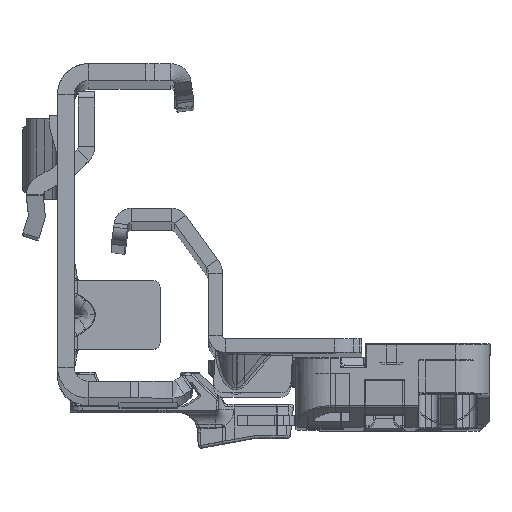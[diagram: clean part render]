
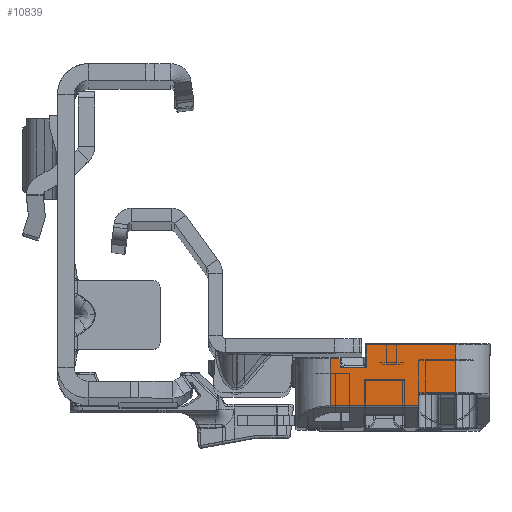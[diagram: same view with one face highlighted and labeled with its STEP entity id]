
A CAD part, top view. The second image highlights one B-rep face of the part: STEP entity #10839.
In plain terms, the highlighted face is planar.
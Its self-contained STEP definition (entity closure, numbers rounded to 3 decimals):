
#230 = VECTOR ( 'NONE', #104124, 1000. ) ;
#2476 = VERTEX_POINT ( 'NONE', #46555 ) ;
#2968 = VECTOR ( 'NONE', #79988, 1000. ) ;
#5295 = ORIENTED_EDGE ( 'NONE', *, *, #68401, .F. ) ;
#6525 = VERTEX_POINT ( 'NONE', #8353 ) ;
#7310 = ORIENTED_EDGE ( 'NONE', *, *, #117867, .T. ) ;
#7452 = CARTESIAN_POINT ( 'NONE',  ( 4.6, 0.1, -284.5 ) ) ;
#8353 = CARTESIAN_POINT ( 'NONE',  ( -13.7, 2.1, -284.5 ) ) ;
#8657 = LINE ( 'NONE', #57672, #2968 ) ;
#10839 = ADVANCED_FACE ( 'NONE', ( #115086 ), #17262, .F. ) ;
#11255 = CARTESIAN_POINT ( 'NONE',  ( -8.291, -6.749, -284.5 ) ) ;
#15402 = CARTESIAN_POINT ( 'NONE',  ( -0.75, -1.15, -284.5 ) ) ;
#15835 = EDGE_CURVE ( 'NONE', #6525, #52544, #24287, .T. ) ;
#17262 = PLANE ( 'NONE',  #109570 ) ;
#17541 = CARTESIAN_POINT ( 'NONE',  ( 4.6, -242.444, -284.5 ) ) ;
#18457 = EDGE_CURVE ( 'NONE', #52123, #61911, #104957, .T. ) ;
#19658 = CARTESIAN_POINT ( 'NONE',  ( -8.3, -6.71, -284.5 ) ) ;
#19764 = CARTESIAN_POINT ( 'NONE',  ( 3.15, 0.1, -284.5 ) ) ;
#19794 = CARTESIAN_POINT ( 'NONE',  ( 4.6, -6.785, -284.5 ) ) ;
#21783 = CARTESIAN_POINT ( 'NONE',  ( -0.75, 2.1, -284.5 ) ) ;
#22454 = VERTEX_POINT ( 'NONE', #15402 ) ;
#23971 = LINE ( 'NONE', #110264, #44453 ) ;
#24287 = LINE ( 'NONE', #104707, #65164 ) ;
#24875 = EDGE_CURVE ( 'NONE', #52544, #22454, #24954, .T. ) ;
#24954 = LINE ( 'NONE', #73288, #230 ) ;
#25968 = DIRECTION ( 'NONE',  ( 0., 1., 0. ) ) ;
#33714 = LINE ( 'NONE', #19764, #102469 ) ;
#34290 = VERTEX_POINT ( 'NONE', #7452 ) ;
#34570 = CARTESIAN_POINT ( 'NONE',  ( -8.5, -5., -284.5 ) ) ;
#34907 = EDGE_CURVE ( 'NONE', #114951, #6525, #23971, .T. ) ;
#36738 = CARTESIAN_POINT ( 'NONE',  ( -8.3, 0., -284.5 ) ) ;
#38252 = EDGE_CURVE ( 'NONE', #42541, #34290, #85149, .T. ) ;
#38989 = CARTESIAN_POINT ( 'NONE',  ( -8.273, -6.785, -284.5 ) ) ;
#39095 = DIRECTION ( 'NONE',  ( 0., 1., 0. ) ) ;
#39197 = LINE ( 'NONE', #40471, #102825 ) ;
#39786 = LINE ( 'NONE', #79048, #106637 ) ;
#40281 = DIRECTION ( 'NONE',  ( 0., 0., 1. ) ) ;
#40471 = CARTESIAN_POINT ( 'NONE',  ( -8.3, -5., -284.5 ) ) ;
#42541 = VERTEX_POINT ( 'NONE', #19794 ) ;
#42783 = EDGE_CURVE ( 'NONE', #42541, #72214, #8657, .T. ) ;
#43626 = CIRCLE ( 'NONE', #55952, 0.2 ) ;
#44453 = VECTOR ( 'NONE', #100603, 1000. ) ;
#45708 = ORIENTED_EDGE ( 'NONE', *, *, #57445, .T. ) ;
#46555 = CARTESIAN_POINT ( 'NONE',  ( 3.15, 0.1, -284.5 ) ) ;
#52123 = VERTEX_POINT ( 'NONE', #58695 ) ;
#52191 = ORIENTED_EDGE ( 'NONE', *, *, #97670, .T. ) ;
#52544 = VERTEX_POINT ( 'NONE', #21783 ) ;
#55630 = ORIENTED_EDGE ( 'NONE', *, *, #107801, .T. ) ;
#55952 = AXIS2_PLACEMENT_3D ( 'NONE', #116815, #40281, #71191 ) ;
#56595 = CARTESIAN_POINT ( 'NONE',  ( 19.8, 2.6, -284.5 ) ) ;
#56640 = ORIENTED_EDGE ( 'NONE', *, *, #18457, .F. ) ;
#57132 = CARTESIAN_POINT ( 'NONE',  ( 19.8, -1.15, -284.5 ) ) ;
#57445 = EDGE_CURVE ( 'NONE', #100480, #2476, #33714, .T. ) ;
#57672 = CARTESIAN_POINT ( 'NONE',  ( -8.3, -6.785, -284.5 ) ) ;
#58695 = CARTESIAN_POINT ( 'NONE',  ( -8.3, -5.2, -284.5 ) ) ;
#59132 = CARTESIAN_POINT ( 'NONE',  ( -13.7, -5., -284.5 ) ) ;
#61911 = VERTEX_POINT ( 'NONE', #63097 ) ;
#63097 = CARTESIAN_POINT ( 'NONE',  ( -8.3, -6.669, -284.5 ) ) ;
#65164 = VECTOR ( 'NONE', #95687, 1000. ) ;
#68401 = EDGE_CURVE ( 'NONE', #114951, #107991, #39197, .T. ) ;
#69278 = CARTESIAN_POINT ( 'NONE',  ( -8.3, -6.669, -284.5 ) ) ;
#70008 = VECTOR ( 'NONE', #25968, 1000. ) ;
#71191 = DIRECTION ( 'NONE',  ( 1., 0., 0. ) ) ;
#72214 = VERTEX_POINT ( 'NONE', #111480 ) ;
#73288 = CARTESIAN_POINT ( 'NONE',  ( -0.75, -0.9, -284.5 ) ) ;
#74184 = ORIENTED_EDGE ( 'NONE', *, *, #24875, .T. ) ;
#77692 = LINE ( 'NONE', #57132, #114136 ) ;
#79048 = CARTESIAN_POINT ( 'NONE',  ( 4.6, 0.1, -284.5 ) ) ;
#79988 = DIRECTION ( 'NONE',  ( -1., 0., 0. ) ) ;
#80395 = ORIENTED_EDGE ( 'NONE', *, *, #15835, .T. ) ;
#82046 = VECTOR ( 'NONE', #95305, 1000. ) ;
#84879 = DIRECTION ( 'NONE',  ( 0., 0., 1. ) ) ;
#85149 = LINE ( 'NONE', #17541, #70008 ) ;
#91790 = CARTESIAN_POINT ( 'NONE',  ( 3.15, -1.15, -284.5 ) ) ;
#93986 = EDGE_CURVE ( 'NONE', #52123, #107991, #43626, .T. ) ;
#95241 = EDGE_LOOP ( 'NONE', ( #7310, #45708, #55630, #103294, #117607, #52191, #56640, #114793, #5295, #97052, #80395, #74184 ) ) ;
#95305 = DIRECTION ( 'NONE',  ( 0., -1., 0. ) ) ;
#95687 = DIRECTION ( 'NONE',  ( 1., 0., 0. ) ) ;
#97052 = ORIENTED_EDGE ( 'NONE', *, *, #34907, .T. ) ;
#97670 = EDGE_CURVE ( 'NONE', #72214, #61911, #121163, .T. ) ;
#99018 = DIRECTION ( 'NONE',  ( 1., 0., 0. ) ) ;
#100480 = VERTEX_POINT ( 'NONE', #91790 ) ;
#100603 = DIRECTION ( 'NONE',  ( 0., 1., 0. ) ) ;
#102469 = VECTOR ( 'NONE', #39095, 1000. ) ;
#102825 = VECTOR ( 'NONE', #99018, 1000. ) ;
#103294 = ORIENTED_EDGE ( 'NONE', *, *, #38252, .F. ) ;
#104124 = DIRECTION ( 'NONE',  ( 0., -1., 0. ) ) ;
#104211 = DIRECTION ( 'NONE',  ( 1., 0., 0. ) ) ;
#104707 = CARTESIAN_POINT ( 'NONE',  ( -0.7, 2.1, -284.5 ) ) ;
#104957 = LINE ( 'NONE', #36738, #82046 ) ;
#106637 = VECTOR ( 'NONE', #118259, 1000. ) ;
#107801 = EDGE_CURVE ( 'NONE', #2476, #34290, #39786, .T. ) ;
#107991 = VERTEX_POINT ( 'NONE', #34570 ) ;
#109570 = AXIS2_PLACEMENT_3D ( 'NONE', #56595, #84879, #104211 ) ;
#110264 = CARTESIAN_POINT ( 'NONE',  ( -13.7, 2., -284.5 ) ) ;
#111480 = CARTESIAN_POINT ( 'NONE',  ( -8.273, -6.785, -284.5 ) ) ;
#114136 = VECTOR ( 'NONE', #125917, 1000. ) ;
#114793 = ORIENTED_EDGE ( 'NONE', *, *, #93986, .T. ) ;
#114951 = VERTEX_POINT ( 'NONE', #59132 ) ;
#115086 = FACE_OUTER_BOUND ( 'NONE', #95241, .T. ) ;
#116815 = CARTESIAN_POINT ( 'NONE',  ( -8.5, -5.2, -284.5 ) ) ;
#117607 = ORIENTED_EDGE ( 'NONE', *, *, #42783, .T. ) ;
#117867 = EDGE_CURVE ( 'NONE', #22454, #100480, #77692, .T. ) ;
#118259 = DIRECTION ( 'NONE',  ( 1., 0., 0. ) ) ;
#121163 =( BOUNDED_CURVE ( )  B_SPLINE_CURVE ( 3, ( #38989, #11255, #19658, #69278 ),
 .UNSPECIFIED., .F., .F. ) 
 B_SPLINE_CURVE_WITH_KNOTS ( ( 4, 4 ),
 ( 1.047, 1.571 ),
 .UNSPECIFIED. ) 
 CURVE ( )  GEOMETRIC_REPRESENTATION_ITEM ( )  RATIONAL_B_SPLINE_CURVE ( ( 1., 0.977, 0.977, 1. ) ) 
 REPRESENTATION_ITEM ( '' )  );
#125917 = DIRECTION ( 'NONE',  ( 1., 0., 0. ) ) ;
